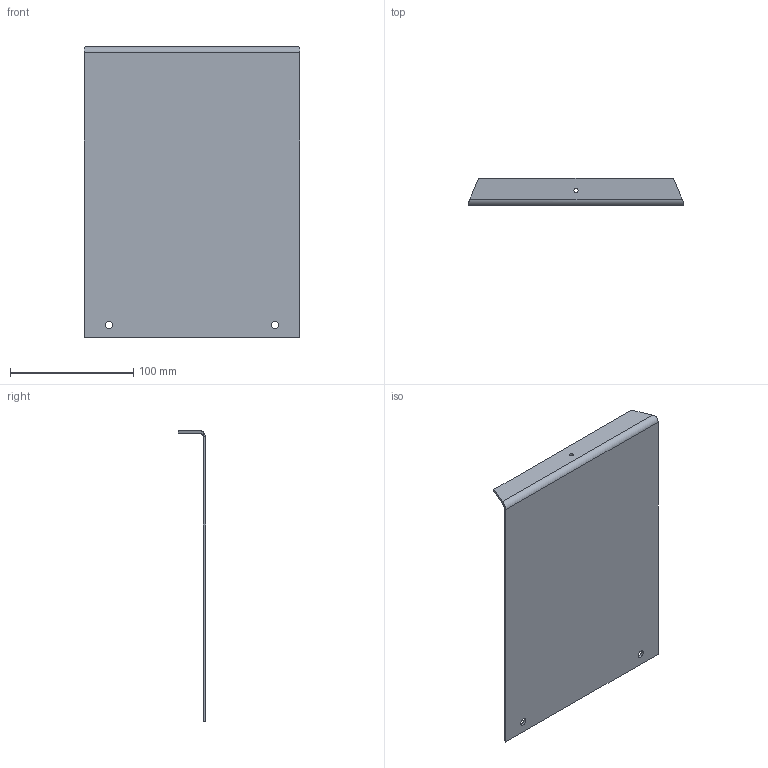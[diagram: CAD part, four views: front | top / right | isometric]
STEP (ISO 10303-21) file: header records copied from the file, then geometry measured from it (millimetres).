
FILE_DESCRIPTION(('FreeCAD Model'),'2;1');
FILE_NAME('Open CASCADE Shape Model','2024-01-20T18:59:10',('FreeCAD'),( 'FreeCAD'),'Open CASCADE STEP processor 7.6','FreeCAD','Unknown');
FILE_SCHEMA(('AUTOMOTIVE_DESIGN { 1 0 10303 214 1 1 1 1 }'));
Length unit declared in the file: millimetre
Products named in the file (1): Open CASCADE STEP translator 7.6 5
Bounding box: 174.8 x 22 x 236 mm (x, y, z)
Volume: 88441.8 mm3; surface area: 90225.2 mm2
Topology: 1 solids, 1 shells, 17 faces, 39 edges, 24 vertices
Faces by surface type: plane 10, cylinder 5, bspline 2
Full cylindrical faces by diameter (mm): 3.3 x1, 5.8 x2
Entity records: 523 total; most frequent: CARTESIAN_POINT 119, DIRECTION 79, ORIENTED_EDGE 78, EDGE_CURVE 39, AXIS2_PLACEMENT_3D 28, VERTEX_POINT 24, FACE_BOUND 23, EDGE_LOOP 23
